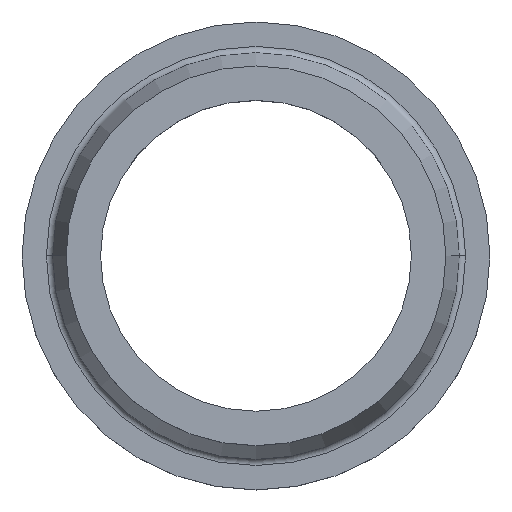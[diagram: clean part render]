
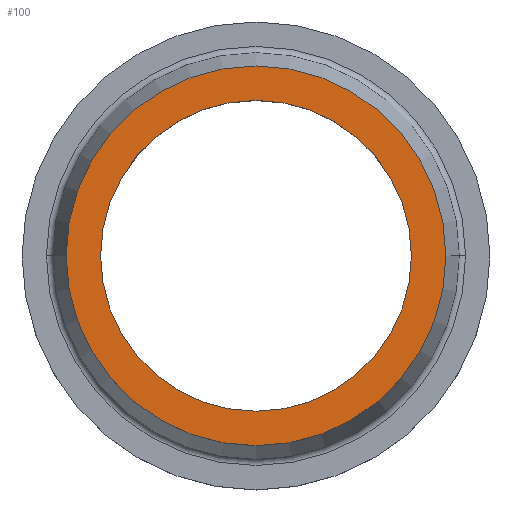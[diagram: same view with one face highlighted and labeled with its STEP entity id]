
A CAD part, top view. The second image highlights one B-rep face of the part: STEP entity #100.
In plain terms, the highlighted planar face has unit normal (0, 0, 1).
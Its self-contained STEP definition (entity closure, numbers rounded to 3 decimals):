
#4 = VERTEX_POINT ( 'NONE', #470 ) ;
#15 = EDGE_CURVE ( 'NONE', #448, #365, #234, .T. ) ;
#19 = AXIS2_PLACEMENT_3D ( 'NONE', #211, #394, #439 ) ;
#27 = DIRECTION ( 'NONE',  ( -1., 0., 0. ) ) ;
#51 = CARTESIAN_POINT ( 'NONE',  ( 0., 0., 180. ) ) ;
#70 = CARTESIAN_POINT ( 'NONE',  ( 229.2, 0., 180. ) ) ;
#77 = EDGE_CURVE ( 'NONE', #365, #448, #264, .T. ) ;
#88 = CIRCLE ( 'NONE', #96, 280. ) ;
#96 = AXIS2_PLACEMENT_3D ( 'NONE', #51, #456, #236 ) ;
#100 = ADVANCED_FACE ( 'NONE', ( #408, #301 ), #115, .T. ) ;
#115 = PLANE ( 'NONE',  #222 ) ;
#117 = DIRECTION ( 'NONE',  ( 0., 0., -1. ) ) ;
#127 = ORIENTED_EDGE ( 'NONE', *, *, #77, .T. ) ;
#152 = AXIS2_PLACEMENT_3D ( 'NONE', #367, #392, #27 ) ;
#176 = ORIENTED_EDGE ( 'NONE', *, *, #421, .F. ) ;
#181 = DIRECTION ( 'NONE',  ( -1., 0., 0. ) ) ;
#185 = AXIS2_PLACEMENT_3D ( 'NONE', #420, #117, #181 ) ;
#203 = EDGE_CURVE ( 'NONE', #397, #4, #88, .T. ) ;
#211 = CARTESIAN_POINT ( 'NONE',  ( 0., 0., 180. ) ) ;
#222 = AXIS2_PLACEMENT_3D ( 'NONE', #229, #428, #423 ) ;
#227 = CARTESIAN_POINT ( 'NONE',  ( -280., 0., 180. ) ) ;
#229 = CARTESIAN_POINT ( 'NONE',  ( 0., 280., 180. ) ) ;
#234 = CIRCLE ( 'NONE', #19, 229.2 ) ;
#236 = DIRECTION ( 'NONE',  ( -1., 0., 0. ) ) ;
#264 = CIRCLE ( 'NONE', #152, 229.2 ) ;
#286 = ORIENTED_EDGE ( 'NONE', *, *, #203, .F. ) ;
#301 = FACE_OUTER_BOUND ( 'NONE', #318, .T. ) ;
#318 = EDGE_LOOP ( 'NONE', ( #286, #176 ) ) ;
#323 = ORIENTED_EDGE ( 'NONE', *, *, #15, .T. ) ;
#342 = CIRCLE ( 'NONE', #185, 280. ) ;
#365 = VERTEX_POINT ( 'NONE', #70 ) ;
#367 = CARTESIAN_POINT ( 'NONE',  ( 0., 0., 180. ) ) ;
#380 = CARTESIAN_POINT ( 'NONE',  ( -229.2, 0., 180. ) ) ;
#392 = DIRECTION ( 'NONE',  ( 0., 0., -1. ) ) ;
#394 = DIRECTION ( 'NONE',  ( 0., 0., -1. ) ) ;
#397 = VERTEX_POINT ( 'NONE', #227 ) ;
#408 = FACE_BOUND ( 'NONE', #441, .T. ) ;
#420 = CARTESIAN_POINT ( 'NONE',  ( 0., 0., 180. ) ) ;
#421 = EDGE_CURVE ( 'NONE', #4, #397, #342, .T. ) ;
#423 = DIRECTION ( 'NONE',  ( 1., 0., 0. ) ) ;
#428 = DIRECTION ( 'NONE',  ( 0., 0., 1. ) ) ;
#439 = DIRECTION ( 'NONE',  ( -1., 0., 0. ) ) ;
#441 = EDGE_LOOP ( 'NONE', ( #323, #127 ) ) ;
#448 = VERTEX_POINT ( 'NONE', #380 ) ;
#456 = DIRECTION ( 'NONE',  ( 0., 0., -1. ) ) ;
#470 = CARTESIAN_POINT ( 'NONE',  ( 280., 0., 180. ) ) ;
